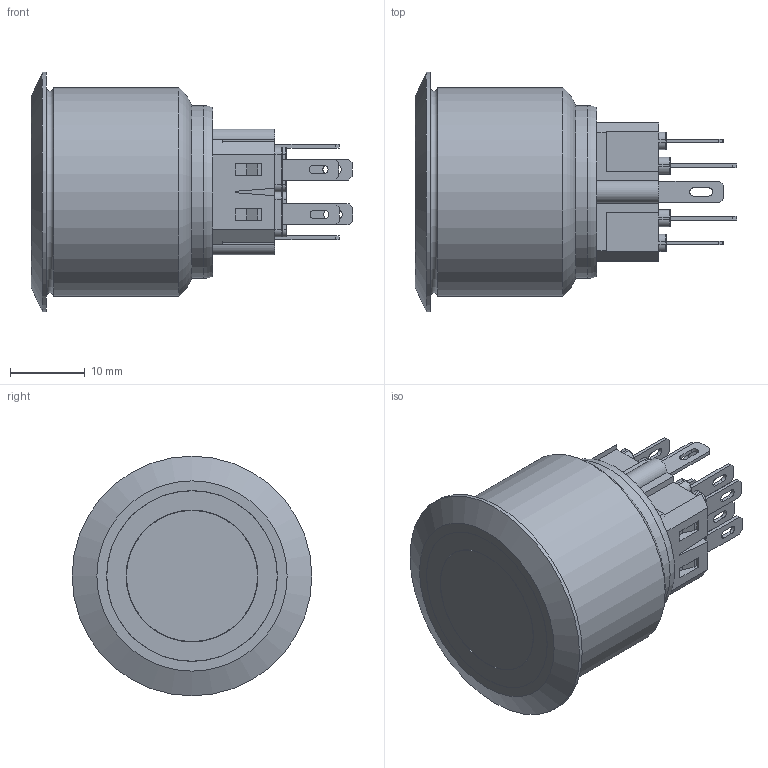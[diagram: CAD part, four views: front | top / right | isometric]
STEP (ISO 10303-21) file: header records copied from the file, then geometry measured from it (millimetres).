
FILE_DESCRIPTION(/* description */ (' ','CAx-IF Rec.Pracs.---Representation and Presentation of Product Manufacturing Information (PMI)---4.0---2014-10-13'),/* implementation_level */ '2;1');
FILE_NAME(/* name */ 'PV9F2T0xx-3xx.stp',/* time_stamp */ '2018-08-07T10:39:10-05:00',/* author */ ('mwilliams'),/* organization */ (' '),/* preprocessor_version */ 'ST-DEVELOPER v17',/* originating_system */ 'Autodesk Inventor 2018',/* authorisation */ ' ');
FILE_SCHEMA (('AP242_MANAGED_MODEL_BASED_3D_ENGINEERING_MIM_LF { 1 0 10303 442 1 1 4 }'));
Length unit declared in the file: inch
Products named in the file (1): PV9F2T0xx-3xx
Bounding box: 42.9 x 32 x 32 mm (x, y, z)
Volume: 16234.1 mm3; surface area: 8122.5 mm2
Topology: 1 solids, 3 shells, 410 faces, 1069 edges, 679 vertices
Faces by surface type: plane 266, cylinder 108, torus 35, cone 1
Full cylindrical faces by diameter (mm): 17.5 x1, 17.6 x1, 22.75 x1, 22.8 x1, 23.1 x1, 27.9 x1, 32 x1
Entity records: 12668 total; most frequent: DIRECTION 2204, CARTESIAN_POINT 2184, ORIENTED_EDGE 2138, EDGE_CURVE 1069, LINE 790, VECTOR 790, AXIS2_PLACEMENT_3D 711, VERTEX_POINT 679
